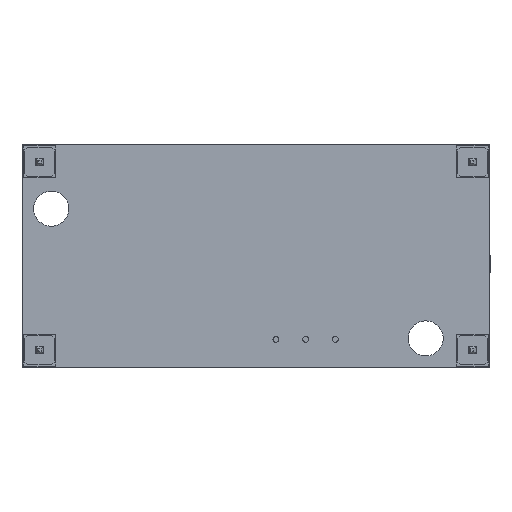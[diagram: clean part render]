
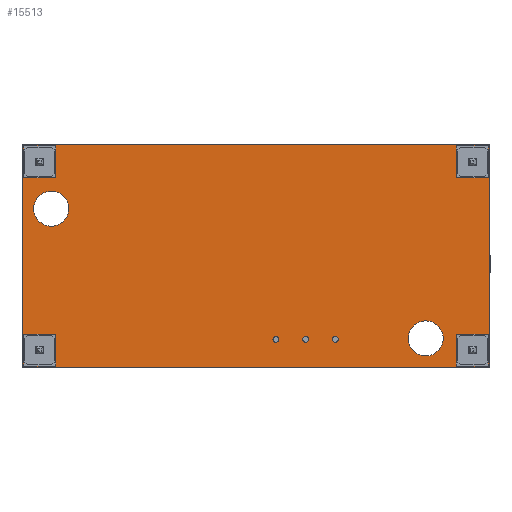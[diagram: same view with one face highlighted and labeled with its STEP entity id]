
A CAD part, front view. The second image highlights one B-rep face of the part: STEP entity #15513.
In plain terms, the highlighted planar face has unit normal (0, -1, 0).
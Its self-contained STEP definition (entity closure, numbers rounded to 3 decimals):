
#674=LINE('',#21359,#2164);
#695=LINE('',#21402,#2185);
#696=LINE('',#21403,#2186);
#697=LINE('',#21404,#2187);
#698=LINE('',#21407,#2188);
#699=LINE('',#21409,#2189);
#700=LINE('',#21411,#2190);
#701=LINE('',#21412,#2191);
#702=LINE('',#21415,#2192);
#703=LINE('',#21417,#2193);
#704=LINE('',#21419,#2194);
#705=LINE('',#21420,#2195);
#706=LINE('',#21423,#2196);
#707=LINE('',#21425,#2197);
#708=LINE('',#21427,#2198);
#709=LINE('',#21428,#2199);
#710=LINE('',#21431,#2200);
#711=LINE('',#21433,#2201);
#712=LINE('',#21435,#2202);
#713=LINE('',#21436,#2203);
#2164=VECTOR('',#17694,40.);
#2185=VECTOR('',#17719,40.);
#2186=VECTOR('',#17720,19.091);
#2187=VECTOR('',#17721,19.091);
#2188=VECTOR('',#17722,2.727);
#2189=VECTOR('',#17723,2.727);
#2190=VECTOR('',#17724,2.727);
#2191=VECTOR('',#17725,2.727);
#2192=VECTOR('',#17726,2.727);
#2193=VECTOR('',#17727,2.727);
#2194=VECTOR('',#17728,2.727);
#2195=VECTOR('',#17729,2.727);
#2196=VECTOR('',#17730,2.727);
#2197=VECTOR('',#17731,2.727);
#2198=VECTOR('',#17732,2.727);
#2199=VECTOR('',#17733,2.727);
#2200=VECTOR('',#17734,2.727);
#2201=VECTOR('',#17735,2.727);
#2202=VECTOR('',#17736,2.727);
#2203=VECTOR('',#17737,2.727);
#3654=PLANE('',#16596);
#4154=FACE_BOUND('',#5145,.T.);
#4155=FACE_BOUND('',#5146,.T.);
#4156=FACE_BOUND('',#5147,.T.);
#4157=FACE_BOUND('',#5148,.T.);
#4158=FACE_BOUND('',#5149,.T.);
#4159=FACE_BOUND('',#5150,.T.);
#4247=FACE_OUTER_BOUND('',#5144,.T.);
#5144=EDGE_LOOP('',(#10110,#10111,#10112,#10113));
#5145=EDGE_LOOP('',(#10114));
#5146=EDGE_LOOP('',(#10115));
#5147=EDGE_LOOP('',(#10116,#10117,#10118,#10119));
#5148=EDGE_LOOP('',(#10120,#10121,#10122,#10123));
#5149=EDGE_LOOP('',(#10124,#10125,#10126,#10127));
#5150=EDGE_LOOP('',(#10128,#10129,#10130,#10131));
#6119=CIRCLE('',#16590,1.5);
#6121=CIRCLE('',#16593,1.5);
#6437=VERTEX_POINT('',#21345);
#6439=VERTEX_POINT('',#21350);
#6442=VERTEX_POINT('',#21356);
#6443=VERTEX_POINT('',#21358);
#6462=VERTEX_POINT('',#21400);
#6463=VERTEX_POINT('',#21401);
#6464=VERTEX_POINT('',#21405);
#6465=VERTEX_POINT('',#21406);
#6466=VERTEX_POINT('',#21408);
#6467=VERTEX_POINT('',#21410);
#6468=VERTEX_POINT('',#21413);
#6469=VERTEX_POINT('',#21414);
#6470=VERTEX_POINT('',#21416);
#6471=VERTEX_POINT('',#21418);
#6472=VERTEX_POINT('',#21421);
#6473=VERTEX_POINT('',#21422);
#6474=VERTEX_POINT('',#21424);
#6475=VERTEX_POINT('',#21426);
#6476=VERTEX_POINT('',#21429);
#6477=VERTEX_POINT('',#21430);
#6478=VERTEX_POINT('',#21432);
#6479=VERTEX_POINT('',#21434);
#7863=EDGE_CURVE('',#6437,#6437,#6119,.T.);
#7865=EDGE_CURVE('',#6439,#6439,#6121,.T.);
#7868=EDGE_CURVE('',#6442,#6443,#674,.T.);
#7889=EDGE_CURVE('',#6462,#6463,#695,.T.);
#7890=EDGE_CURVE('',#6443,#6462,#696,.T.);
#7891=EDGE_CURVE('',#6463,#6442,#697,.T.);
#7892=EDGE_CURVE('',#6464,#6465,#698,.T.);
#7893=EDGE_CURVE('',#6465,#6466,#699,.T.);
#7894=EDGE_CURVE('',#6466,#6467,#700,.T.);
#7895=EDGE_CURVE('',#6467,#6464,#701,.T.);
#7896=EDGE_CURVE('',#6468,#6469,#702,.T.);
#7897=EDGE_CURVE('',#6469,#6470,#703,.T.);
#7898=EDGE_CURVE('',#6470,#6471,#704,.T.);
#7899=EDGE_CURVE('',#6471,#6468,#705,.T.);
#7900=EDGE_CURVE('',#6472,#6473,#706,.T.);
#7901=EDGE_CURVE('',#6473,#6474,#707,.T.);
#7902=EDGE_CURVE('',#6474,#6475,#708,.T.);
#7903=EDGE_CURVE('',#6475,#6472,#709,.T.);
#7904=EDGE_CURVE('',#6476,#6477,#710,.T.);
#7905=EDGE_CURVE('',#6477,#6478,#711,.T.);
#7906=EDGE_CURVE('',#6478,#6479,#712,.T.);
#7907=EDGE_CURVE('',#6479,#6476,#713,.T.);
#10110=ORIENTED_EDGE('',*,*,#7889,.F.);
#10111=ORIENTED_EDGE('',*,*,#7890,.F.);
#10112=ORIENTED_EDGE('',*,*,#7868,.F.);
#10113=ORIENTED_EDGE('',*,*,#7891,.F.);
#10114=ORIENTED_EDGE('',*,*,#7863,.T.);
#10115=ORIENTED_EDGE('',*,*,#7865,.T.);
#10116=ORIENTED_EDGE('',*,*,#7892,.T.);
#10117=ORIENTED_EDGE('',*,*,#7893,.T.);
#10118=ORIENTED_EDGE('',*,*,#7894,.T.);
#10119=ORIENTED_EDGE('',*,*,#7895,.T.);
#10120=ORIENTED_EDGE('',*,*,#7896,.T.);
#10121=ORIENTED_EDGE('',*,*,#7897,.T.);
#10122=ORIENTED_EDGE('',*,*,#7898,.T.);
#10123=ORIENTED_EDGE('',*,*,#7899,.T.);
#10124=ORIENTED_EDGE('',*,*,#7900,.T.);
#10125=ORIENTED_EDGE('',*,*,#7901,.T.);
#10126=ORIENTED_EDGE('',*,*,#7902,.T.);
#10127=ORIENTED_EDGE('',*,*,#7903,.T.);
#10128=ORIENTED_EDGE('',*,*,#7904,.T.);
#10129=ORIENTED_EDGE('',*,*,#7905,.T.);
#10130=ORIENTED_EDGE('',*,*,#7906,.T.);
#10131=ORIENTED_EDGE('',*,*,#7907,.T.);
#15513=ADVANCED_FACE('',(#4247,#4154,#4155,#4156,#4157,#4158,#4159),#3654,
 .F.);
#16590=AXIS2_PLACEMENT_3D('',#21346,#17682,#17683);
#16593=AXIS2_PLACEMENT_3D('',#21351,#17688,#17689);
#16596=AXIS2_PLACEMENT_3D('',#21399,#17717,#17718);
#17682=DIRECTION('center_axis',(0.,1.,0.));
#17683=DIRECTION('ref_axis',(-1.,0.,0.));
#17688=DIRECTION('center_axis',(0.,1.,0.));
#17689=DIRECTION('ref_axis',(-1.,0.,0.));
#17694=DIRECTION('',(-1.,0.,0.));
#17717=DIRECTION('center_axis',(0.,1.,0.));
#17718=DIRECTION('ref_axis',(0.,0.,
1.));
#17719=DIRECTION('',(1.,0.,0.));
#17720=DIRECTION('',(0.,0.,1.));
#17721=DIRECTION('',(0.,0.,-1.));
#17722=DIRECTION('',(0.,0.,-1.));
#17723=DIRECTION('',(-1.,0.,0.));
#17724=DIRECTION('',(0.,0.,1.));
#17725=DIRECTION('',(1.,0.,0.));
#17726=DIRECTION('',(1.,0.,0.));
#17727=DIRECTION('',(0.,0.,-1.));
#17728=DIRECTION('',(-1.,0.,0.));
#17729=DIRECTION('',(0.,0.,1.));
#17730=DIRECTION('',(-1.,0.,0.));
#17731=DIRECTION('',(0.,0.,1.));
#17732=DIRECTION('',(1.,0.,0.));
#17733=DIRECTION('',(0.,0.,-1.));
#17734=DIRECTION('',(0.,0.,1.));
#17735=DIRECTION('',(1.,0.,0.));
#17736=DIRECTION('',(0.,0.,-1.));
#17737=DIRECTION('',(-1.,0.,0.));
#21345=CARTESIAN_POINT('',(-45.217,94.756,-66.102));
#21346=CARTESIAN_POINT('Origin',(-46.717,94.756,-66.102));
#21350=CARTESIAN_POINT('',(-77.217,94.756,-55.011));
#21351=CARTESIAN_POINT('Origin',(-78.717,94.756,-55.011));
#21356=CARTESIAN_POINT('',(-41.217,94.756,-68.602));
#21358=CARTESIAN_POINT('',(-81.217,94.756,-68.602));
#21359=CARTESIAN_POINT('',(-41.217,94.756,-68.602));
#21399=CARTESIAN_POINT('Origin',(-61.217,94.756,-59.057));
#21400=CARTESIAN_POINT('',(-81.217,94.756,-49.511));
#21401=CARTESIAN_POINT('',(-41.217,94.756,-49.511));
#21402=CARTESIAN_POINT('',(-81.217,94.756,-49.511));
#21403=CARTESIAN_POINT('',(-81.217,94.756,-68.602));
#21404=CARTESIAN_POINT('',(-41.217,94.756,-49.511));
#21405=CARTESIAN_POINT('',(-41.353,94.756,-49.648));
#21406=CARTESIAN_POINT('',(-41.353,94.756,-52.375));
#21407=CARTESIAN_POINT('',(-41.353,94.756,-49.648));
#21408=CARTESIAN_POINT('',(-44.081,94.756,-52.375));
#21409=CARTESIAN_POINT('',(-41.353,94.756,-52.375));
#21410=CARTESIAN_POINT('',(-44.081,94.756,-49.648));
#21411=CARTESIAN_POINT('',(-44.081,94.756,-52.375));
#21412=CARTESIAN_POINT('',(-44.081,94.756,-49.648));
#21413=CARTESIAN_POINT('',(-81.081,94.756,-49.648));
#21414=CARTESIAN_POINT('',(-78.353,94.756,-49.648));
#21415=CARTESIAN_POINT('',(-81.081,94.756,-49.648));
#21416=CARTESIAN_POINT('',(-78.353,94.756,-52.375));
#21417=CARTESIAN_POINT('',(-78.353,94.756,-49.648));
#21418=CARTESIAN_POINT('',(-81.081,94.756,-52.375));
#21419=CARTESIAN_POINT('',(-78.353,94.756,-52.375));
#21420=CARTESIAN_POINT('',(-81.081,94.756,-52.375));
#21421=CARTESIAN_POINT('',(-41.353,94.756,-68.466));
#21422=CARTESIAN_POINT('',(-44.081,94.756,-68.466));
#21423=CARTESIAN_POINT('',(-41.353,94.756,-68.466));
#21424=CARTESIAN_POINT('',(-44.081,94.756,-65.739));
#21425=CARTESIAN_POINT('',(-44.081,94.756,-68.466));
#21426=CARTESIAN_POINT('',(-41.353,94.756,-65.739));
#21427=CARTESIAN_POINT('',(-44.081,94.756,-65.739));
#21428=CARTESIAN_POINT('',(-41.353,94.756,-65.739));
#21429=CARTESIAN_POINT('',(-81.081,94.756,-68.466));
#21430=CARTESIAN_POINT('',(-81.081,94.756,-65.739));
#21431=CARTESIAN_POINT('',(-81.081,94.756,-68.466));
#21432=CARTESIAN_POINT('',(-78.353,94.756,-65.739));
#21433=CARTESIAN_POINT('',(-81.081,94.756,-65.739));
#21434=CARTESIAN_POINT('',(-78.353,94.756,-68.466));
#21435=CARTESIAN_POINT('',(-78.353,94.756,-65.739));
#21436=CARTESIAN_POINT('',(-78.353,94.756,-68.466));
